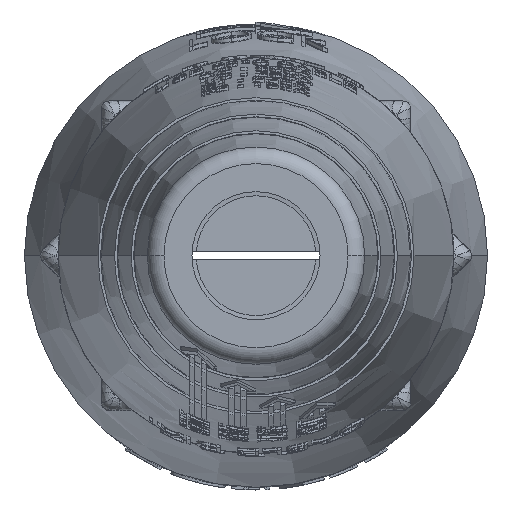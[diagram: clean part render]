
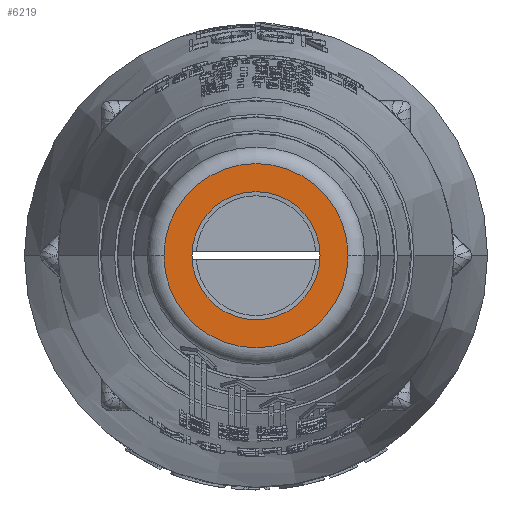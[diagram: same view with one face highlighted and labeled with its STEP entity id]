
A CAD part, left-side view. The second image highlights one B-rep face of the part: STEP entity #6219.
In plain terms, the highlighted planar face has unit normal (-1, 0, 0).
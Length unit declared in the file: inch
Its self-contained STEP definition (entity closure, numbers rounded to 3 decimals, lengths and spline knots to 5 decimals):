
#4342 = CIRCLE ( 'NONE', #78764, 0.34149 ) ;
#6219 = ADVANCED_FACE ( 'NONE', ( #15684, #92793 ), #30893, .T. ) ;
#7887 = CARTESIAN_POINT ( 'NONE',  ( -9.24094, 0.5362, 2.91225 ) ) ;
#12486 = AXIS2_PLACEMENT_3D ( 'NONE', #76033, #63937, #149128 ) ;
#15684 = FACE_OUTER_BOUND ( 'NONE', #24404, .T. ) ;
#22689 = DIRECTION ( 'NONE',  ( 0., -1., 0. ) ) ;
#24404 = EDGE_LOOP ( 'NONE', ( #56203, #46662 ) ) ;
#30893 = PLANE ( 'NONE',  #82663 ) ;
#33566 = ORIENTED_EDGE ( 'NONE', *, *, #64618, .F. ) ;
#42060 = AXIS2_PLACEMENT_3D ( 'NONE', #95117, #143330, #22689 ) ;
#42537 = CIRCLE ( 'NONE', #60525, 0.2375 ) ;
#42933 = CARTESIAN_POINT ( 'NONE',  ( -9.24094, 0.59106, 2.91225 ) ) ;
#45776 = VERTEX_POINT ( 'NONE', #7887 ) ;
#46662 = ORIENTED_EDGE ( 'NONE', *, *, #102955, .T. ) ;
#51766 = VERTEX_POINT ( 'NONE', #65961 ) ;
#53769 = DIRECTION ( 'NONE',  ( 0., -1., 0. ) ) ;
#56203 = ORIENTED_EDGE ( 'NONE', *, *, #125323, .T. ) ;
#57749 = DIRECTION ( 'NONE',  ( 0., -1., 0. ) ) ;
#60525 = AXIS2_PLACEMENT_3D ( 'NONE', #113367, #126213, #53769 ) ;
#60543 = CARTESIAN_POINT ( 'NONE',  ( -9.24094, 0.43221, 2.91225 ) ) ;
#63937 = DIRECTION ( 'NONE',  ( -1., 0., 0. ) ) ;
#64618 = EDGE_CURVE ( 'NONE', #77129, #51766, #42537, .T. ) ;
#65961 = CARTESIAN_POINT ( 'NONE',  ( -9.24094, -0.04279, 2.91225 ) ) ;
#68234 = CARTESIAN_POINT ( 'NONE',  ( -9.24094, 0.19471, 2.91225 ) ) ;
#69019 = DIRECTION ( 'NONE',  ( -1., 0., 0. ) ) ;
#76033 = CARTESIAN_POINT ( 'NONE',  ( -9.24094, 0.19471, 2.91225 ) ) ;
#77129 = VERTEX_POINT ( 'NONE', #60543 ) ;
#78764 = AXIS2_PLACEMENT_3D ( 'NONE', #68234, #69019, #57749 ) ;
#82663 = AXIS2_PLACEMENT_3D ( 'NONE', #42933, #105658, #152984 ) ;
#92793 = FACE_BOUND ( 'NONE', #143704, .T. ) ;
#95117 = CARTESIAN_POINT ( 'NONE',  ( -9.24094, 0.19471, 2.91225 ) ) ;
#95934 = CIRCLE ( 'NONE', #42060, 0.2375 ) ;
#102955 = EDGE_CURVE ( 'NONE', #45776, #113149, #156054, .T. ) ;
#105658 = DIRECTION ( 'NONE',  ( -1., 0., 0. ) ) ;
#112751 = EDGE_CURVE ( 'NONE', #51766, #77129, #95934, .T. ) ;
#113149 = VERTEX_POINT ( 'NONE', #150191 ) ;
#113367 = CARTESIAN_POINT ( 'NONE',  ( -9.24094, 0.19471, 2.91225 ) ) ;
#125323 = EDGE_CURVE ( 'NONE', #113149, #45776, #4342, .T. ) ;
#126213 = DIRECTION ( 'NONE',  ( -1., 0., 0. ) ) ;
#143330 = DIRECTION ( 'NONE',  ( -1., 0., 0. ) ) ;
#143704 = EDGE_LOOP ( 'NONE', ( #149236, #33566 ) ) ;
#149128 = DIRECTION ( 'NONE',  ( 0., -1., 0. ) ) ;
#149236 = ORIENTED_EDGE ( 'NONE', *, *, #112751, .F. ) ;
#150191 = CARTESIAN_POINT ( 'NONE',  ( -9.24094, -0.14678, 2.91225 ) ) ;
#152984 = DIRECTION ( 'NONE',  ( 0., -1., 0. ) ) ;
#156054 = CIRCLE ( 'NONE', #12486, 0.34149 ) ;
